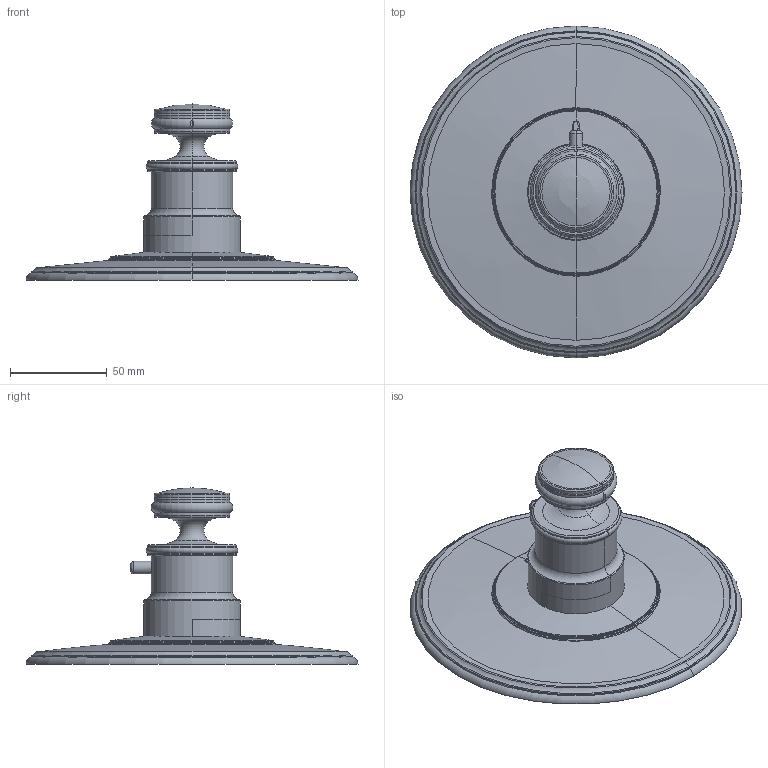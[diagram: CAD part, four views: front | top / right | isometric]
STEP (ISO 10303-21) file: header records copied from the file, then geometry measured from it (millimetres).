
FILE_DESCRIPTION((''),'2;1');
FILE_NAME('3-2544TR','2020-12-04T11:37:21',('jinson.thomas'),(''),'CREO PARAMETRIC BY PTC INC, 2018400','CREO PARAMETRIC BY PTC INC, 2018400','');
FILE_SCHEMA(('CONFIG_CONTROL_DESIGN'));
Length unit declared in the file: inch
Products named in the file (1): 3-2544TR
Bounding box: 171.45 x 171.45 x 90.97 mm (x, y, z)
Volume: 306513.6 mm3; surface area: 60041.7 mm2
Topology: 1 solids, 1 shells, 102 faces, 228 edges, 132 vertices
Faces by surface type: torus 42, cylinder 20, extrusion 16, plane 13, bspline 4, sphere 4, cone 3
Entity records: 3692 total; most frequent: CARTESIAN_POINT 1400, DIRECTION 500, ORIENTED_EDGE 448, EDGE_CURVE 224, AXIS2_PLACEMENT_3D 220, CIRCLE 138, VERTEX_POINT 132, EDGE_LOOP 110
